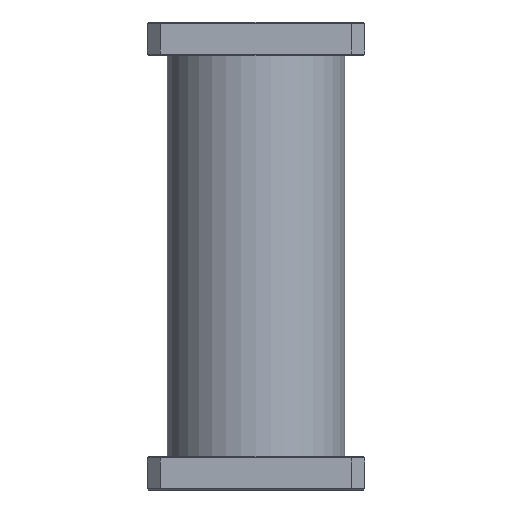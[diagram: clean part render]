
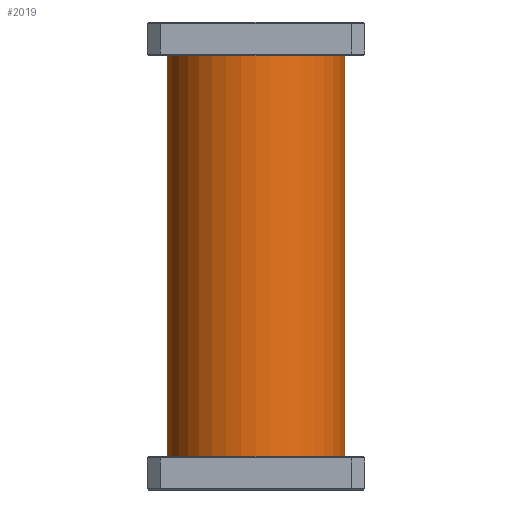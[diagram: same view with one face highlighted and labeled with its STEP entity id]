
A CAD part, left-side view. The second image highlights one B-rep face of the part: STEP entity #2019.
In plain terms, the highlighted cylindrical face has radius 16.891 mm (diameter 33.782 mm), a partial arc.
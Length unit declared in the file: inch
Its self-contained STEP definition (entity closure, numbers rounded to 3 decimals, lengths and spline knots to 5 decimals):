
#16 = AXIS2_PLACEMENT_3D ( 'NONE', #18, #1422, #899 ) ;
#18 = CARTESIAN_POINT ( 'NONE',  ( 0., 0., -3.25 ) ) ;
#45 = FACE_OUTER_BOUND ( 'NONE', #386, .T. ) ;
#87 = CARTESIAN_POINT ( 'NONE',  ( 0., 0., -0.25 ) ) ;
#91 = VERTEX_POINT ( 'NONE', #1603 ) ;
#149 = ORIENTED_EDGE ( 'NONE', *, *, #1214, .T. ) ;
#156 = ORIENTED_EDGE ( 'NONE', *, *, #779, .F. ) ;
#175 = ORIENTED_EDGE ( 'NONE', *, *, #1200, .T. ) ;
#347 = AXIS2_PLACEMENT_3D ( 'NONE', #87, #2009, #962 ) ;
#386 = EDGE_LOOP ( 'NONE', ( #156, #175, #149, #1304 ) ) ;
#532 = DIRECTION ( 'NONE',  ( 0., 1., 0. ) ) ;
#581 = EDGE_CURVE ( 'NONE', #802, #749, #1169, .T. ) ;
#633 = CARTESIAN_POINT ( 'NONE',  ( 0., -0.665, -3.25 ) ) ;
#685 = AXIS2_PLACEMENT_3D ( 'NONE', #1071, #1951, #532 ) ;
#749 = VERTEX_POINT ( 'NONE', #1965 ) ;
#779 = EDGE_CURVE ( 'NONE', #1202, #802, #908, .T. ) ;
#802 = VERTEX_POINT ( 'NONE', #633 ) ;
#899 = DIRECTION ( 'NONE',  ( 0., 1., 0. ) ) ;
#908 = LINE ( 'NONE', #1342, #2201 ) ;
#962 = DIRECTION ( 'NONE',  ( 0., 1., 0. ) ) ;
#964 = VECTOR ( 'NONE', #1836, 39.37008 ) ;
#1017 = CIRCLE ( 'NONE', #347, 0.665 ) ;
#1071 = CARTESIAN_POINT ( 'NONE',  ( 0., 0., -3.5 ) ) ;
#1152 = CARTESIAN_POINT ( 'NONE',  ( 0., 0.665, -3.5 ) ) ;
#1169 = CIRCLE ( 'NONE', #16, 0.665 ) ;
#1200 = EDGE_CURVE ( 'NONE', #1202, #91, #1017, .T. ) ;
#1202 = VERTEX_POINT ( 'NONE', #1445 ) ;
#1214 = EDGE_CURVE ( 'NONE', #91, #749, #1823, .T. ) ;
#1304 = ORIENTED_EDGE ( 'NONE', *, *, #581, .F. ) ;
#1342 = CARTESIAN_POINT ( 'NONE',  ( 0., -0.665, -3.5 ) ) ;
#1422 = DIRECTION ( 'NONE',  ( 0., 0., -1. ) ) ;
#1445 = CARTESIAN_POINT ( 'NONE',  ( 0., -0.665, -0.25 ) ) ;
#1603 = CARTESIAN_POINT ( 'NONE',  ( 0., 0.665, -0.25 ) ) ;
#1614 = CYLINDRICAL_SURFACE ( 'NONE', #685, 0.665 ) ;
#1823 = LINE ( 'NONE', #1152, #964 ) ;
#1836 = DIRECTION ( 'NONE',  ( 0., 0., -1. ) ) ;
#1951 = DIRECTION ( 'NONE',  ( 0., 0., -1. ) ) ;
#1965 = CARTESIAN_POINT ( 'NONE',  ( 0., 0.665, -3.25 ) ) ;
#2009 = DIRECTION ( 'NONE',  ( 0., 0., -1. ) ) ;
#2019 = ADVANCED_FACE ( 'NONE', ( #45 ), #1614, .T. ) ;
#2201 = VECTOR ( 'NONE', #2221, 39.37008 ) ;
#2221 = DIRECTION ( 'NONE',  ( 0., 0., -1. ) ) ;
